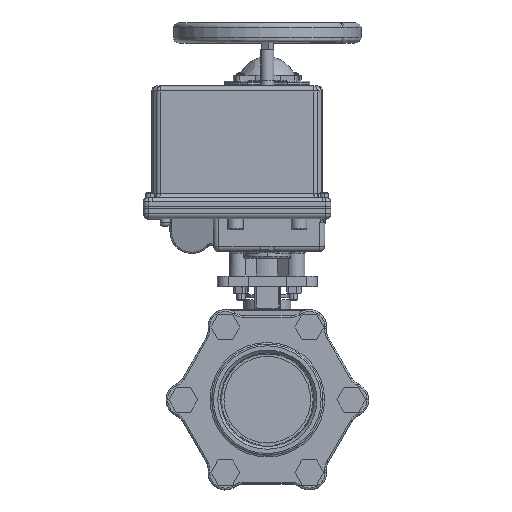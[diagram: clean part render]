
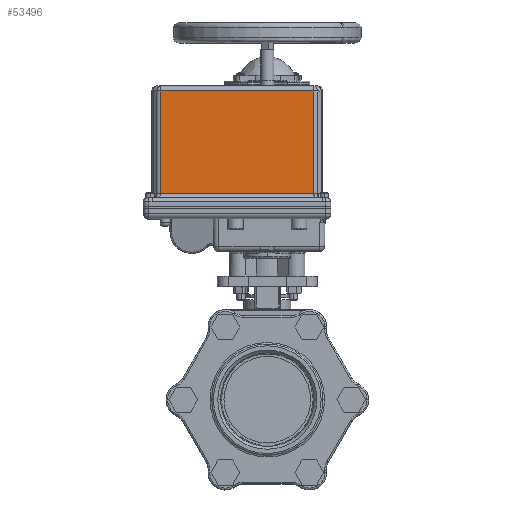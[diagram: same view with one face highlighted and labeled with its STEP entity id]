
A CAD part, top view. The second image highlights one B-rep face of the part: STEP entity #53496.
In plain terms, the highlighted planar face has unit normal (0, 0, 1).
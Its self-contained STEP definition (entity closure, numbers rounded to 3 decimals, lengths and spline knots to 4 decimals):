
#7970 = DIRECTION ( 'NONE',  ( 0., 0., -1. ) ) ;
#9231 = CARTESIAN_POINT ( 'NONE',  ( 1.7373, 11.7095, 4.065 ) ) ;
#10640 = EDGE_LOOP ( 'NONE', ( #12555, #15823, #18207, #31581 ) ) ;
#10760 = CARTESIAN_POINT ( 'NONE',  ( -3.9873, 11.522, 4.065 ) ) ;
#12311 = EDGE_CURVE ( 'NONE', #50706, #38411, #39671, .T. ) ;
#12332 = CARTESIAN_POINT ( 'NONE',  ( -3.9873, 7.6795, 4.065 ) ) ;
#12555 = ORIENTED_EDGE ( 'NONE', *, *, #12311, .F. ) ;
#12966 = DIRECTION ( 'NONE',  ( 1., 0., 0. ) ) ;
#13921 = DIRECTION ( 'NONE',  ( 0., -1., 0. ) ) ;
#13952 = EDGE_CURVE ( 'NONE', #38411, #59641, #21441, .T. ) ;
#14834 = DIRECTION ( 'NONE',  ( 0., 1., 0. ) ) ;
#15079 = VECTOR ( 'NONE', #14834, 39.3701 ) ;
#15823 = ORIENTED_EDGE ( 'NONE', *, *, #24675, .T. ) ;
#16714 = CARTESIAN_POINT ( 'NONE',  ( 1.7373, 7.6795, 4.065 ) ) ;
#17494 = CARTESIAN_POINT ( 'NONE',  ( 1.7373, 11.522, 4.065 ) ) ;
#18207 = ORIENTED_EDGE ( 'NONE', *, *, #31568, .F. ) ;
#18551 = VECTOR ( 'NONE', #12966, 39.3701 ) ;
#20706 = AXIS2_PLACEMENT_3D ( 'NONE', #35750, #7970, #40367 ) ;
#21441 = LINE ( 'NONE', #50008, #18551 ) ;
#21454 = LINE ( 'NONE', #9231, #32345 ) ;
#24675 = EDGE_CURVE ( 'NONE', #50706, #48962, #29680, .T. ) ;
#28209 = VECTOR ( 'NONE', #33375, 39.3701 ) ;
#28576 = CARTESIAN_POINT ( 'NONE',  ( -3.9873, 11.7095, 4.065 ) ) ;
#28714 = CARTESIAN_POINT ( 'NONE',  ( 2.065, 7.6795, 4.065 ) ) ;
#29680 = LINE ( 'NONE', #28714, #28209 ) ;
#31568 = EDGE_CURVE ( 'NONE', #59641, #48962, #21454, .T. ) ;
#31581 = ORIENTED_EDGE ( 'NONE', *, *, #13952, .F. ) ;
#32345 = VECTOR ( 'NONE', #13921, 39.3701 ) ;
#33375 = DIRECTION ( 'NONE',  ( 1., 0., 0. ) ) ;
#35730 = FACE_OUTER_BOUND ( 'NONE', #10640, .T. ) ;
#35750 = CARTESIAN_POINT ( 'NONE',  ( 2.065, 11.7095, 4.065 ) ) ;
#38411 = VERTEX_POINT ( 'NONE', #10760 ) ;
#39671 = LINE ( 'NONE', #28576, #15079 ) ;
#40367 = DIRECTION ( 'NONE',  ( -1., 0., 0. ) ) ;
#48962 = VERTEX_POINT ( 'NONE', #16714 ) ;
#50008 = CARTESIAN_POINT ( 'NONE',  ( 2.065, 11.522, 4.065 ) ) ;
#50706 = VERTEX_POINT ( 'NONE', #12332 ) ;
#53496 = ADVANCED_FACE ( 'NONE', ( #35730 ), #54148, .F. ) ;
#54148 = PLANE ( 'NONE',  #20706 ) ;
#59641 = VERTEX_POINT ( 'NONE', #17494 ) ;
